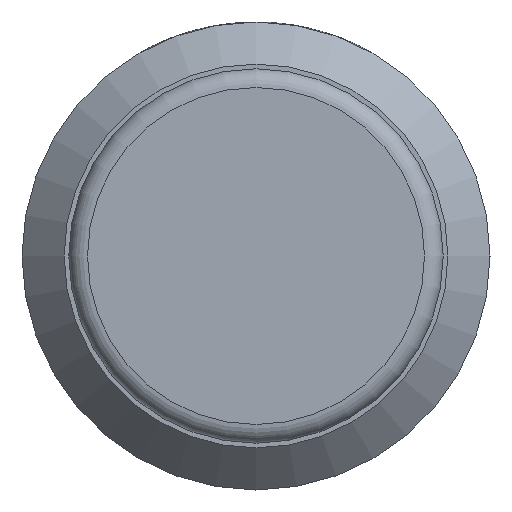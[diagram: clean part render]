
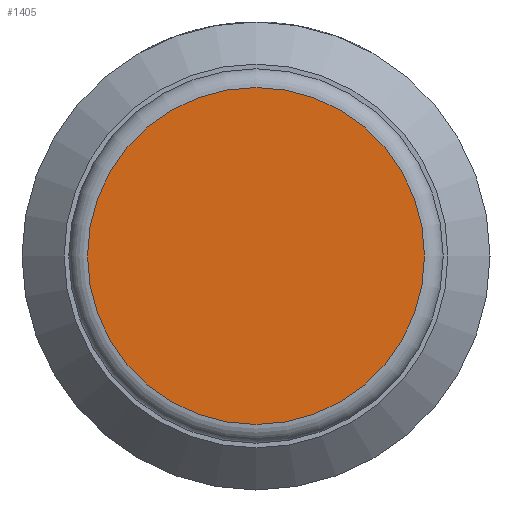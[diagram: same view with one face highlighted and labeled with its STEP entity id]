
A CAD part, left-side view. The second image highlights one B-rep face of the part: STEP entity #1405.
In plain terms, the highlighted planar face has unit normal (-1, 0, 0).
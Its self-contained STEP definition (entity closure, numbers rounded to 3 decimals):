
#1405 = ADVANCED_FACE('',(#1406),#1419,.T.);
#1406 = FACE_BOUND('',#1407,.T.);
#1407 = EDGE_LOOP('',(#1408));
#1408 = ORIENTED_EDGE('',*,*,#1409,.T.);
#1409 = EDGE_CURVE('',#1410,#1410,#1412,.T.);
#1410 = VERTEX_POINT('',#1411);
#1411 = CARTESIAN_POINT('',(-0.4,-1.8,0.));
#1412 = SURFACE_CURVE('',#1413,(#1418,#1430),.PCURVE_S1.);
#1413 = CIRCLE('',#1414,1.8);
#1414 = AXIS2_PLACEMENT_3D('',#1415,#1416,#1417);
#1415 = CARTESIAN_POINT('',(-0.4,0.,0.));
#1416 = DIRECTION('',(-1.,0.,0.));
#1417 = DIRECTION('',(0.,-1.,0.));
#1418 = PCURVE('',#1419,#1424);
#1419 = PLANE('',#1420);
#1420 = AXIS2_PLACEMENT_3D('',#1421,#1422,#1423);
#1421 = CARTESIAN_POINT('',(-0.4,0.,0.)
  );
#1422 = DIRECTION('',(-1.,0.,0.));
#1423 = DIRECTION('',(0.,-1.,0.));
#1424 = DEFINITIONAL_REPRESENTATION('',(#1425),#1429);
#1425 = CIRCLE('',#1426,1.8);
#1426 = AXIS2_PLACEMENT_2D('',#1427,#1428);
#1427 = CARTESIAN_POINT('',(0.,0.));
#1428 = DIRECTION('',(1.,0.));
#1429 = ( GEOMETRIC_REPRESENTATION_CONTEXT(2) 
PARAMETRIC_REPRESENTATION_CONTEXT() REPRESENTATION_CONTEXT('2D SPACE',''
  ) );
#1430 = PCURVE('',#1431,#1436);
#1431 = TOROIDAL_SURFACE('',#1432,1.8,0.2);
#1432 = AXIS2_PLACEMENT_3D('',#1433,#1434,#1435);
#1433 = CARTESIAN_POINT('',(-0.2,0.,0.)
  );
#1434 = DIRECTION('',(-1.,0.,0.));
#1435 = DIRECTION('',(0.,-1.,0.));
#1436 = DEFINITIONAL_REPRESENTATION('',(#1437),#1440);
#1437 = B_SPLINE_CURVE_WITH_KNOTS('',1,(#1438,#1439),.UNSPECIFIED.,.F.,
  .F.,(2,2),(0.,6.283),.PIECEWISE_BEZIER_KNOTS.);
#1438 = CARTESIAN_POINT('',(0.,7.854));
#1439 = CARTESIAN_POINT('',(6.283,7.854));
#1440 = ( GEOMETRIC_REPRESENTATION_CONTEXT(2) 
PARAMETRIC_REPRESENTATION_CONTEXT() REPRESENTATION_CONTEXT('2D SPACE',''
  ) );
